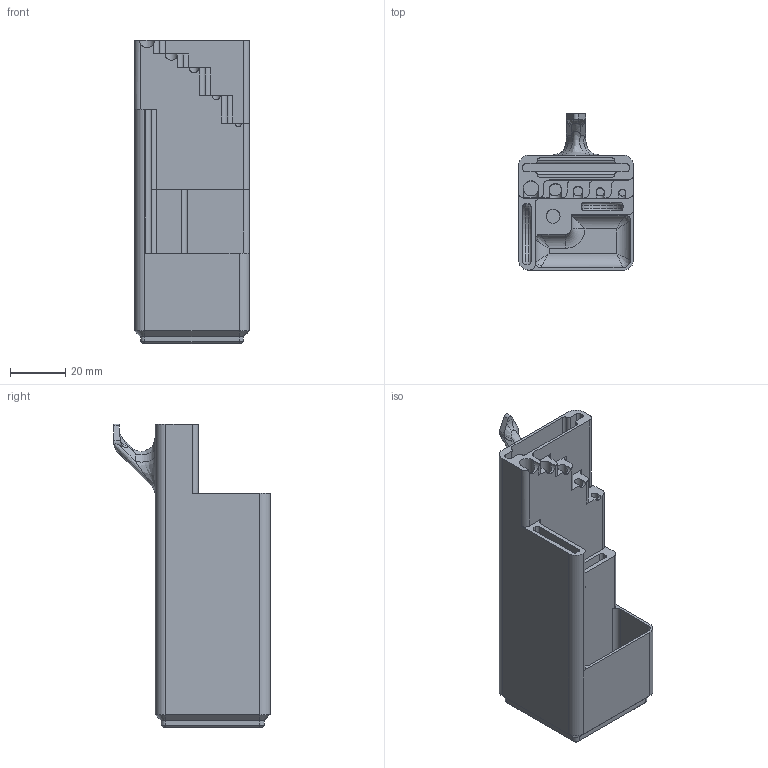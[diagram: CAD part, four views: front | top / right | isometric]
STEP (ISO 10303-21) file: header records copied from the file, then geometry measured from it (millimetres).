
FILE_DESCRIPTION(/* description */ (''),/* implementation_level */ '2;1');
FILE_NAME(/* name */ 'Gridfinity Ender Tool Holder.step',/* time_stamp */ '2023-06-11T14:00:27+08:00',/* author */ (''),/* organization */ (''),/* preprocessor_version */ 'ST-DEVELOPER v19.2',/* originating_system */ 'Autodesk Translation Framework v11.17.0.187',/* authorisation */ '');
FILE_SCHEMA (('AUTOMOTIVE_DESIGN { 1 0 10303 214 3 1 1 }'));
Length unit declared in the file: millimetre
Products named in the file (5): Gridfinity Ender Tool Holder; Bed Scraper; Allen Keys; Driver, Spanners; Gridfinity Base v1
Assembly tree (4 placements, depth 2):
  Gridfinity Ender Tool Holder
    Bed Scraper
    Allen Keys
    Driver, Spanners
    Gridfinity Base v1
Bounding box: 41.5 x 56.5 x 109.75 mm (x, y, z)
Volume: 70671.7 mm3; surface area: 43239.5 mm2
Topology: 1 solids, 1 shells, 221 faces, 549 edges, 340 vertices
Faces by surface type: plane 90, cylinder 83, bspline 35, cone 8, torus 5
Full cylindrical faces by diameter (mm): 2.5 x1, 3 x1, 3.5 x1, 4.5 x1, 5 x1, 5.5 x1, 6.5 x4
Entity records: 7453 total; most frequent: CARTESIAN_POINT 2184, ORIENTED_EDGE 1090, DIRECTION 1047, EDGE_CURVE 545, AXIS2_PLACEMENT_3D 369, VERTEX_POINT 340, LINE 309, VECTOR 309
